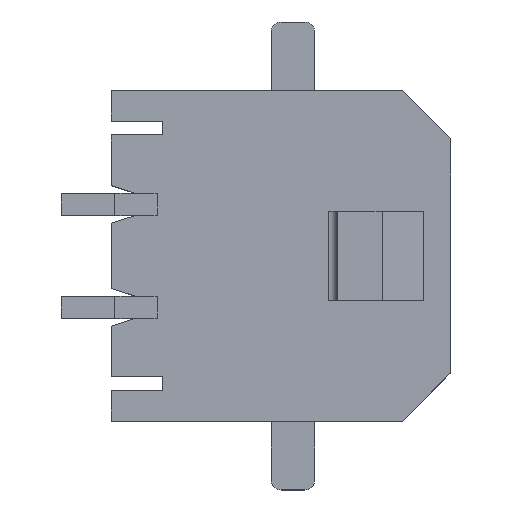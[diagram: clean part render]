
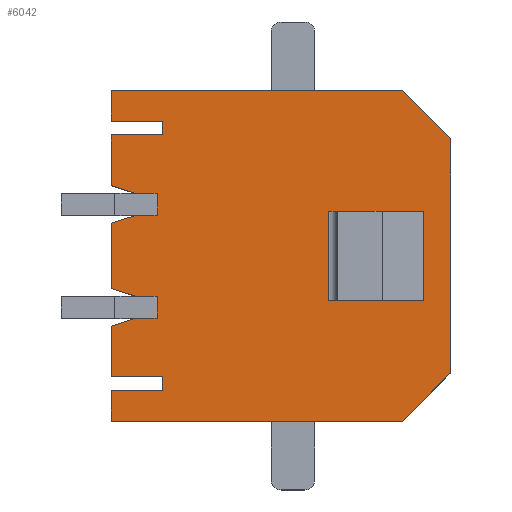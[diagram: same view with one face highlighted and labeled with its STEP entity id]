
A CAD part, top view. The second image highlights one B-rep face of the part: STEP entity #6042.
In plain terms, the highlighted planar face has unit normal (0, 0, 1).
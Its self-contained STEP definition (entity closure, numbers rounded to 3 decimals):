
#774=ORIENTED_EDGE('',*,*,#1414,.T.);
#775=ORIENTED_EDGE('',*,*,#1405,.T.);
#776=ORIENTED_EDGE('',*,*,#1754,.T.);
#777=ORIENTED_EDGE('',*,*,#1462,.T.);
#778=ORIENTED_EDGE('',*,*,#1483,.T.);
#779=ORIENTED_EDGE('',*,*,#1715,.T.);
#780=ORIENTED_EDGE('',*,*,#1479,.T.);
#781=ORIENTED_EDGE('',*,*,#1470,.T.);
#782=ORIENTED_EDGE('',*,*,#1710,.T.);
#783=ORIENTED_EDGE('',*,*,#1698,.F.);
#784=ORIENTED_EDGE('',*,*,#1643,.F.);
#785=ORIENTED_EDGE('',*,*,#1667,.F.);
#786=ORIENTED_EDGE('',*,*,#1675,.T.);
#787=ORIENTED_EDGE('',*,*,#1673,.F.);
#788=ORIENTED_EDGE('',*,*,#1617,.F.);
#789=ORIENTED_EDGE('',*,*,#1737,.F.);
#790=ORIENTED_EDGE('',*,*,#1614,.T.);
#791=ORIENTED_EDGE('',*,*,#1679,.T.);
#792=ORIENTED_EDGE('',*,*,#1677,.T.);
#793=ORIENTED_EDGE('',*,*,#1664,.T.);
#794=ORIENTED_EDGE('',*,*,#1733,.T.);
#795=ORIENTED_EDGE('',*,*,#1685,.T.);
#796=ORIENTED_EDGE('',*,*,#1755,.T.);
#797=ORIENTED_EDGE('',*,*,#1397,.T.);
#798=ORIENTED_EDGE('',*,*,#1418,.T.);
#799=ORIENTED_EDGE('',*,*,#1756,.T.);
#800=ORIENTED_EDGE('',*,*,#1602,.T.);
#801=ORIENTED_EDGE('',*,*,#1611,.T.);
#802=ORIENTED_EDGE('',*,*,#1597,.F.);
#803=ORIENTED_EDGE('',*,*,#1608,.F.);
#1397=EDGE_CURVE('',#2032,#2031,#2436,.T.);
#1405=EDGE_CURVE('',#2040,#2039,#2444,.T.);
#1414=EDGE_CURVE('',#2048,#2040,#2453,.T.);
#1418=EDGE_CURVE('',#2031,#2051,#2457,.T.);
#1462=EDGE_CURVE('',#2088,#2087,#2501,.T.);
#1470=EDGE_CURVE('',#2096,#2095,#2509,.T.);
#1479=EDGE_CURVE('',#2104,#2096,#2518,.T.);
#1483=EDGE_CURVE('',#2087,#2107,#2522,.T.);
#1597=EDGE_CURVE('',#2186,#2187,#2635,.T.);
#1602=EDGE_CURVE('',#2191,#2192,#2639,.T.);
#1608=EDGE_CURVE('',#2191,#2186,#2644,.T.);
#1611=EDGE_CURVE('',#2192,#2187,#2647,.T.);
#1614=EDGE_CURVE('',#2196,#2197,#2650,.T.);
#1617=EDGE_CURVE('',#2199,#2198,#2653,.T.);
#1643=EDGE_CURVE('',#2214,#2213,#2679,.T.);
#1664=EDGE_CURVE('',#2224,#2223,#2700,.T.);
#1667=EDGE_CURVE('',#2225,#2214,#2703,.T.);
#1673=EDGE_CURVE('',#2198,#2227,#2709,.T.);
#1675=EDGE_CURVE('',#2225,#2227,#2711,.T.);
#1677=EDGE_CURVE('',#2228,#2224,#2713,.T.);
#1679=EDGE_CURVE('',#2197,#2228,#2715,.T.);
#1685=EDGE_CURVE('',#2235,#2234,#2721,.T.);
#1698=EDGE_CURVE('',#2213,#2244,#2734,.T.);
#1710=EDGE_CURVE('',#2095,#2244,#2746,.T.);
#1715=EDGE_CURVE('',#2107,#2104,#2751,.T.);
#1733=EDGE_CURVE('',#2223,#2235,#2769,.T.);
#1737=EDGE_CURVE('',#2196,#2199,#2773,.T.);
#1754=EDGE_CURVE('',#2039,#2088,#2790,.T.);
#1755=EDGE_CURVE('',#2234,#2032,#2791,.T.);
#1756=EDGE_CURVE('',#2051,#2048,#2792,.T.);
#2031=VERTEX_POINT('',#7685);
#2032=VERTEX_POINT('',#7687);
#2039=VERTEX_POINT('',#7703);
#2040=VERTEX_POINT('',#7705);
#2048=VERTEX_POINT('',#7724);
#2051=VERTEX_POINT('',#7731);
#2087=VERTEX_POINT('',#7824);
#2088=VERTEX_POINT('',#7826);
#2095=VERTEX_POINT('',#7842);
#2096=VERTEX_POINT('',#7844);
#2104=VERTEX_POINT('',#7863);
#2107=VERTEX_POINT('',#7870);
#2186=VERTEX_POINT('',#8098);
#2187=VERTEX_POINT('',#8099);
#2191=VERTEX_POINT('',#8109);
#2192=VERTEX_POINT('',#8110);
#2196=VERTEX_POINT('',#8129);
#2197=VERTEX_POINT('',#8131);
#2198=VERTEX_POINT('',#8135);
#2199=VERTEX_POINT('',#8137);
#2213=VERTEX_POINT('',#8183);
#2214=VERTEX_POINT('',#8185);
#2223=VERTEX_POINT('',#8221);
#2224=VERTEX_POINT('',#8223);
#2225=VERTEX_POINT('',#8227);
#2227=VERTEX_POINT('',#8237);
#2228=VERTEX_POINT('',#8244);
#2234=VERTEX_POINT('',#8261);
#2235=VERTEX_POINT('',#8263);
#2244=VERTEX_POINT('',#8286);
#2436=LINE('',#7686,#3040);
#2444=LINE('',#7704,#3048);
#2453=LINE('',#7723,#3057);
#2457=LINE('',#7732,#3061);
#2501=LINE('',#7825,#3105);
#2509=LINE('',#7843,#3113);
#2518=LINE('',#7862,#3122);
#2522=LINE('',#7871,#3126);
#2635=LINE('',#8097,#3239);
#2639=LINE('',#8108,#3243);
#2644=LINE('',#8120,#3248);
#2647=LINE('',#8126,#3251);
#2650=LINE('',#8132,#3254);
#2653=LINE('',#8138,#3257);
#2679=LINE('',#8186,#3283);
#2700=LINE('',#8222,#3304);
#2703=LINE('',#8228,#3307);
#2709=LINE('',#8236,#3313);
#2711=LINE('',#8240,#3315);
#2713=LINE('',#8245,#3317);
#2715=LINE('',#8249,#3319);
#2721=LINE('',#8262,#3325);
#2734=LINE('',#8285,#3338);
#2746=LINE('',#8305,#3350);
#2751=LINE('',#8313,#3355);
#2769=LINE('',#8349,#3373);
#2773=LINE('',#8356,#3377);
#2790=LINE('',#8379,#3394);
#2791=LINE('',#8380,#3395);
#2792=LINE('',#8381,#3396);
#3040=VECTOR('',#6508,1000.);
#3048=VECTOR('',#6520,1000.);
#3057=VECTOR('',#6533,1000.);
#3061=VECTOR('',#6539,1000.);
#3105=VECTOR('',#6609,1000.);
#3113=VECTOR('',#6621,1000.);
#3122=VECTOR('',#6634,1000.);
#3126=VECTOR('',#6640,1000.);
#3239=VECTOR('',#6823,1000.);
#3243=VECTOR('',#6831,1000.);
#3248=VECTOR('',#6840,1000.);
#3251=VECTOR('',#6849,1000.);
#3254=VECTOR('',#6854,1000.);
#3257=VECTOR('',#6859,1000.);
#3283=VECTOR('',#6899,1000.);
#3304=VECTOR('',#6932,1000.);
#3307=VECTOR('',#6937,1000.);
#3313=VECTOR('',#6945,1000.);
#3315=VECTOR('',#6949,1000.);
#3317=VECTOR('',#6955,1000.);
#3319=VECTOR('',#6961,1000.);
#3325=VECTOR('',#6969,1000.);
#3338=VECTOR('',#6984,1000.);
#3350=VECTOR('',#7006,1000.);
#3355=VECTOR('',#7017,1000.);
#3373=VECTOR('',#7055,1000.);
#3377=VECTOR('',#7065,1000.);
#3394=VECTOR('',#7094,1000.);
#3395=VECTOR('',#7095,1000.);
#3396=VECTOR('',#7096,1000.);
#3716=EDGE_LOOP('',(#774,#775,#776,#777,#778,#779,#780,#781,#782,#783,#784,
#785,#786,#787,#788,#789,#790,#791,#792,#793,#794,#795,#796,#797,#798,#799));
#3717=EDGE_LOOP('',(#800,#801,#802,#803));
#3960=FACE_BOUND('',#3716,.T.);
#3961=FACE_BOUND('',#3717,.T.);
#4197=PLANE('',#6285);
#6042=ADVANCED_FACE('',(#3960,#3961),#4197,.T.);
#6285=AXIS2_PLACEMENT_3D('',#8378,#7092,#7093);
#6508=DIRECTION('',(-0.312,-0.95,0.));
#6520=DIRECTION('',(-0.312,0.95,0.));
#6533=DIRECTION('',(0.,1.,0.));
#6539=DIRECTION('',(0.,-1.,0.));
#6609=DIRECTION('',(-0.312,-0.95,0.));
#6621=DIRECTION('',(-0.312,0.95,0.));
#6634=DIRECTION('',(0.,1.,0.));
#6640=DIRECTION('',(0.,-1.,0.));
#6823=DIRECTION('',(0.,-1.,0.));
#6831=DIRECTION('',(0.,-1.,0.));
#6840=DIRECTION('',(-1.,0.,0.));
#6849=DIRECTION('',(-1.,0.,0.));
#6854=DIRECTION('',(0.707,0.707,0.));
#6859=DIRECTION('',(-0.707,0.707,0.));
#6899=DIRECTION('',(1.,0.,0.));
#6932=DIRECTION('',(0.,-1.,0.));
#6937=DIRECTION('',(0.,-1.,0.));
#6945=DIRECTION('',(0.,1.,0.));
#6949=DIRECTION('',(-1.,0.,0.));
#6955=DIRECTION('',(-1.,0.,0.));
#6961=DIRECTION('',(0.,1.,0.));
#6969=DIRECTION('',(0.,1.,0.));
#6984=DIRECTION('',(0.,1.,0.));
#7006=DIRECTION('',(-1.,0.,0.));
#7017=DIRECTION('',(-1.,0.,0.));
#7055=DIRECTION('',(-1.,0.,0.));
#7065=DIRECTION('',(-1.,0.,0.));
#7092=DIRECTION('',(0.,0.,1.));
#7093=DIRECTION('',(0.,-1.,0.));
#7094=DIRECTION('',(-1.,0.,0.));
#7095=DIRECTION('',(-1.,0.,0.));
#7096=DIRECTION('',(-1.,0.,0.));
#7685=CARTESIAN_POINT('',(1.82,4.25,2.185));
#7686=CARTESIAN_POINT('',(1.82,4.25,2.185));
#7687=CARTESIAN_POINT('',(2.05,4.95,2.185));
#7703=CARTESIAN_POINT('',(0.95,4.95,2.185));
#7704=CARTESIAN_POINT('',(1.18,4.25,2.185));
#7705=CARTESIAN_POINT('',(1.18,4.25,2.185));
#7723=CARTESIAN_POINT('',(1.18,3.61,2.185));
#7724=CARTESIAN_POINT('',(1.18,3.61,2.185));
#7731=CARTESIAN_POINT('',(1.82,3.61,2.185));
#7732=CARTESIAN_POINT('',(1.82,4.25,2.185));
#7824=CARTESIAN_POINT('',(-1.18,4.25,2.185));
#7825=CARTESIAN_POINT('',(-1.18,4.25,2.185));
#7826=CARTESIAN_POINT('',(-0.95,4.95,2.185));
#7842=CARTESIAN_POINT('',(-2.05,4.95,2.185));
#7843=CARTESIAN_POINT('',(-1.82,4.25,2.185));
#7844=CARTESIAN_POINT('',(-1.82,4.25,2.185));
#7862=CARTESIAN_POINT('',(-1.82,3.61,2.185));
#7863=CARTESIAN_POINT('',(-1.82,3.61,2.185));
#7870=CARTESIAN_POINT('',(-1.18,3.61,2.185));
#7871=CARTESIAN_POINT('',(-1.18,4.25,2.185));
#8097=CARTESIAN_POINT('',(-1.3,-4.15,2.185));
#8098=CARTESIAN_POINT('',(-1.3,-1.4,2.185));
#8099=CARTESIAN_POINT('',(-1.3,-4.15,2.185));
#8108=CARTESIAN_POINT('',(1.3,-4.15,2.185));
#8109=CARTESIAN_POINT('',(1.3,-1.4,2.185));
#8110=CARTESIAN_POINT('',(1.3,-4.15,2.185));
#8120=CARTESIAN_POINT('',(1.3,-1.4,2.185));
#8126=CARTESIAN_POINT('',(1.3,-4.15,2.185));
#8129=CARTESIAN_POINT('',(3.411,-4.95,2.185));
#8131=CARTESIAN_POINT('',(4.825,-3.536,2.185));
#8132=CARTESIAN_POINT('',(3.411,-4.95,2.185));
#8135=CARTESIAN_POINT('',(-4.825,-3.536,2.185));
#8137=CARTESIAN_POINT('',(-3.411,-4.95,2.185));
#8138=CARTESIAN_POINT('',(-3.411,-4.95,2.185));
#8183=CARTESIAN_POINT('',(-3.525,3.45,2.185));
#8185=CARTESIAN_POINT('',(-3.925,3.45,2.185));
#8186=CARTESIAN_POINT('',(-3.925,3.45,2.185));
#8221=CARTESIAN_POINT('',(3.925,3.45,2.185));
#8222=CARTESIAN_POINT('',(3.925,4.95,2.185));
#8223=CARTESIAN_POINT('',(3.925,4.95,2.185));
#8227=CARTESIAN_POINT('',(-3.925,4.95,2.185));
#8228=CARTESIAN_POINT('',(-3.925,4.95,2.185));
#8236=CARTESIAN_POINT('',(-4.825,-4.95,2.185));
#8237=CARTESIAN_POINT('',(-4.825,4.95,2.185));
#8240=CARTESIAN_POINT('',(4.825,4.95,2.185));
#8244=CARTESIAN_POINT('',(4.825,4.95,2.185));
#8245=CARTESIAN_POINT('',(4.825,4.95,2.185));
#8249=CARTESIAN_POINT('',(4.825,-4.95,2.185));
#8261=CARTESIAN_POINT('',(3.525,4.95,2.185));
#8262=CARTESIAN_POINT('',(3.525,3.45,2.185));
#8263=CARTESIAN_POINT('',(3.525,3.45,2.185));
#8285=CARTESIAN_POINT('',(-3.525,3.45,2.185));
#8286=CARTESIAN_POINT('',(-3.525,4.95,2.185));
#8305=CARTESIAN_POINT('',(4.825,4.95,2.185));
#8313=CARTESIAN_POINT('',(-1.18,3.61,2.185));
#8349=CARTESIAN_POINT('',(3.925,3.45,2.185));
#8356=CARTESIAN_POINT('',(4.825,-4.95,2.185));
#8378=CARTESIAN_POINT('',(4.825,-4.95,2.185));
#8379=CARTESIAN_POINT('',(4.825,4.95,2.185));
#8380=CARTESIAN_POINT('',(4.825,4.95,2.185));
#8381=CARTESIAN_POINT('',(1.82,3.61,2.185));
